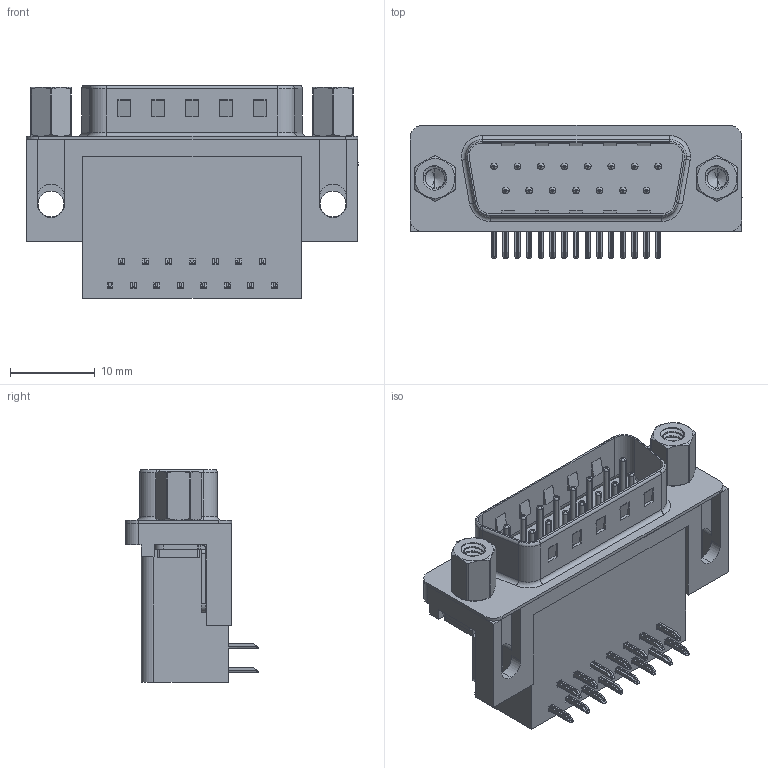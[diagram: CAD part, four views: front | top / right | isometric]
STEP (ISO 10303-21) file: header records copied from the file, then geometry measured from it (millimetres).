
FILE_DESCRIPTION (( 'STEP AP203' ), '1' );
FILE_NAME ('625-015-662-013.STEP', '2018-11-06T00:14:35', ( '' ), ( '' ), 'SwSTEP 2.0', 'SolidWorks 2016', '' );
FILE_SCHEMA (( 'CONFIG_CONTROL_DESIGN' ));
Length unit declared in the file: millimetre
Products named in the file (8): 625 Contact Top; 625 Thru Hole Board Mount; 625 4-40 Threaded Rivet; 625 4-40 Hex Standoff 5; 625-015-662-013; 625 Housing_15 Socket; 625 Shell_15 Socket; 625 Contact Bottom
Assembly tree (23 placements, depth 2):
  625-015-662-013
    625 Housing_15 Socket
    625 Shell_15 Socket
    625 Contact Bottom  x7
    625 Contact Top  x8
    625 Thru Hole Board Mount  x2
    625 4-40 Threaded Rivet  x2
    625 4-40 Hex Standoff 5  x2
Bounding box: 39.22 x 15.73 x 25.16 mm (x, y, z)
Volume: 6453.7 mm3; surface area: 6894.5 mm2
Topology: 23 solids, 23 shells, 1605 faces, 4031 edges, 2509 vertices
Faces by surface type: plane 915, cylinder 519, torus 121, cone 32, bspline 18
Entity records: 23778 total; most frequent: CARTESIAN_POINT 7827, ORIENTED_EDGE 3062, DIRECTION 3057, EDGE_CURVE 1531, AXIS2_PLACEMENT_3D 1041, VERTEX_POINT 980, LINE 975, VECTOR 975
